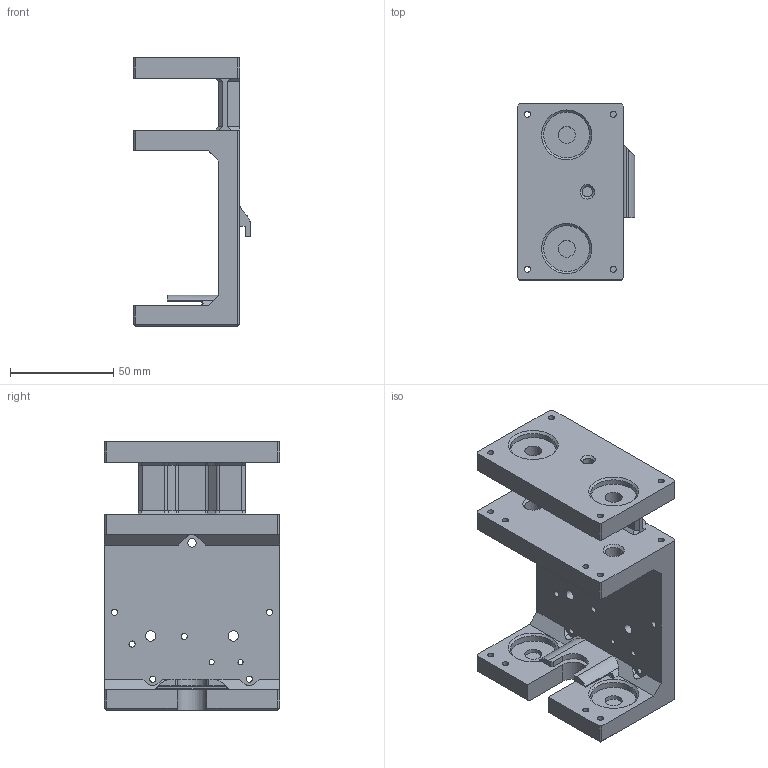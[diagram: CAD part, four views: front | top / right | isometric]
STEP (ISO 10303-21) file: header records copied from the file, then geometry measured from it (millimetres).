
FILE_DESCRIPTION(('FreeCAD Model'),'2;1');
FILE_NAME('Open CASCADE Shape Model','2025-04-15T20:00:30',(''),(''), 'Open CASCADE STEP processor 7.8','FreeCAD','Unknown');
FILE_SCHEMA(('AUTOMOTIVE_DESIGN { 1 0 10303 214 1 1 1 1 }'));
Length unit declared in the file: millimetre
Products named in the file (1): Body
Bounding box: 57 x 85 x 130 mm (x, y, z)
Volume: 194254.7 mm3; surface area: 54012.6 mm2
Topology: 1 solids, 1 shells, 198 faces, 505 edges, 322 vertices
Faces by surface type: plane 121, cylinder 55, cone 20, bspline 2
Full cylindrical faces by diameter (mm): 2.5 x2, 3 x22, 4.1 x1, 5 x4, 5.5 x2, 8.25 x6, 22.2 x4
Entity records: 6183 total; most frequent: CARTESIAN_POINT 1150, DIRECTION 1033, ORIENTED_EDGE 1010, EDGE_CURVE 505, LINE 359, VECTOR 359, AXIS2_PLACEMENT_3D 337, VERTEX_POINT 322
